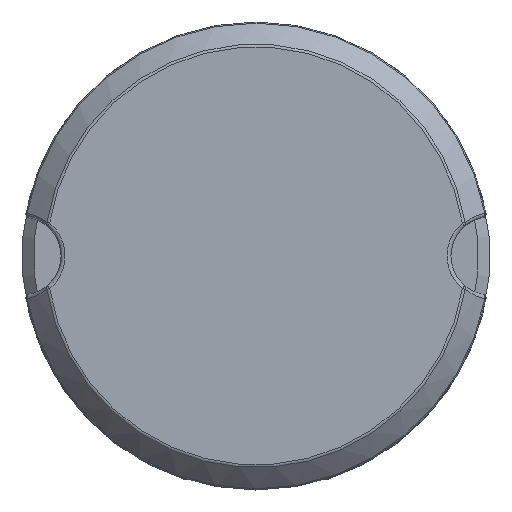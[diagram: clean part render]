
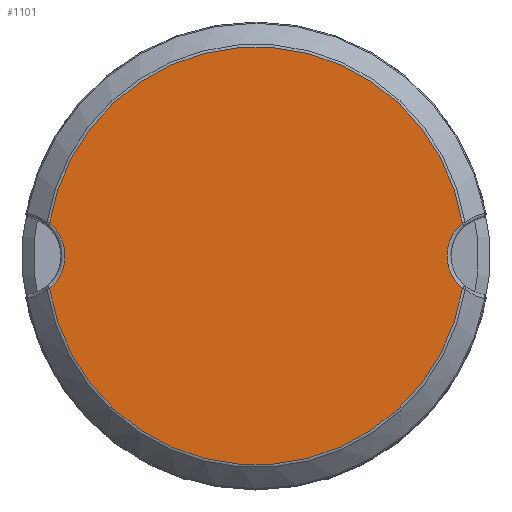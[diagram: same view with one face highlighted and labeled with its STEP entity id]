
A CAD part, top view. The second image highlights one B-rep face of the part: STEP entity #1101.
In plain terms, the highlighted planar face has unit normal (0, 0, 1).
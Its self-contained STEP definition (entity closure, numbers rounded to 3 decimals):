
#110=PLANE('',#1241);
#285=FACE_OUTER_BOUND('',#361,.T.);
#361=EDGE_LOOP('',(#897,#898,#899,#900,#901));
#388=B_SPLINE_CURVE_WITH_KNOTS('',3,(#1729,#1730,#1731,#1732,#1733,#1734,
#1735,#1736,#1737,#1738,#1739,#1740,#1741,#1742,#1743,#1744,#1745,#1746,
#1747,#1748,#1749,#1750,#1751,#1752,#1753,#1754,#1755,#1756),
 .UNSPECIFIED.,.F.,.F.,(4,3,3,3,3,3,3,3,3,4),(0.5,0.578,0.625,
0.671,0.718,0.75,0.83,0.909,
0.985,1.),.UNSPECIFIED.);
#389=B_SPLINE_CURVE_WITH_KNOTS('',3,(#1758,#1759,#1760,#1761,#1762,#1763,
#1764,#1765,#1766,#1767,#1768,#1769,#1770,#1771,#1772,#1773,#1774,#1775,
#1776),.UNSPECIFIED.,.F.,.F.,(4,3,3,3,3,3,4),(0.,0.092,0.186,
0.25,0.332,0.416,0.5),.UNSPECIFIED.);
#396=B_SPLINE_CURVE_WITH_KNOTS('',3,(#2083,#2084,#2085,#2086,#2087,#2088,
#2089,#2090,#2091,#2092,#2093,#2094,#2095,#2096,#2097,#2098,#2099,#2100,
#2101,#2102,#2103,#2104,#2105,#2106,#2107,#2108,#2109,#2110,#2111,#2112,
#2113,#2114,#2115,#2116,#2117,#2118,#2119,#2120,#2121,#2122,#2123,#2124,
#2125,#2126,#2127,#2128),.UNSPECIFIED.,.F.,.F.,(4,3,3,3,3,3,3,3,3,3,3,3,
3,3,3,4),(0.,0.092,0.186,0.25,0.332,
0.416,0.5,0.579,0.625,0.671,0.718,
0.75,0.83,0.909,0.985,1.),
 .UNSPECIFIED.);
#465=CIRCLE('',#1238,1.34);
#466=CIRCLE('',#1240,1.34);
#500=VERTEX_POINT('',#1727);
#501=VERTEX_POINT('',#1728);
#502=VERTEX_POINT('',#1757);
#525=VERTEX_POINT('',#2080);
#526=VERTEX_POINT('',#2082);
#590=EDGE_CURVE('',#500,#501,#388,.T.);
#591=EDGE_CURVE('',#502,#500,#389,.T.);
#632=EDGE_CURVE('',#526,#525,#396,.T.);
#657=EDGE_CURVE('',#526,#501,#465,.T.);
#658=EDGE_CURVE('',#502,#525,#466,.T.);
#897=ORIENTED_EDGE('',*,*,#591,.T.);
#898=ORIENTED_EDGE('',*,*,#590,.T.);
#899=ORIENTED_EDGE('',*,*,#657,.F.);
#900=ORIENTED_EDGE('',*,*,#632,.T.);
#901=ORIENTED_EDGE('',*,*,#658,.F.);
#1101=ADVANCED_FACE('',(#285),#110,.T.);
#1238=AXIS2_PLACEMENT_3D('',#2651,#1528,#1529);
#1240=AXIS2_PLACEMENT_3D('',#2653,#1532,#1533);
#1241=AXIS2_PLACEMENT_3D('',#2654,#1534,#1535);
#1528=DIRECTION('center_axis',(0.,0.,
-1.));
#1529=DIRECTION('ref_axis',(-0.988,-0.157,0.));
#1532=DIRECTION('center_axis',(0.,0.,
-1.));
#1533=DIRECTION('ref_axis',(0.988,0.157,0.));
#1534=DIRECTION('center_axis',(0.,0.,1.));
#1535=DIRECTION('ref_axis',(1.,0.,0.));
#1727=CARTESIAN_POINT('',(-1.225,0.,3.1));
#1728=CARTESIAN_POINT('',(-1.323,-0.21,3.1));
#1729=CARTESIAN_POINT('Ctrl Pts',(-1.225,0.,3.1));
#1730=CARTESIAN_POINT('Ctrl Pts',(-1.225,-0.012,3.1));
#1731=CARTESIAN_POINT('Ctrl Pts',(-1.226,-0.025,
3.1));
#1732=CARTESIAN_POINT('Ctrl Pts',(-1.228,-0.037,
3.1));
#1733=CARTESIAN_POINT('Ctrl Pts',(-1.228,-0.044,
3.1));
#1734=CARTESIAN_POINT('Ctrl Pts',(-1.23,-0.052,
3.1));
#1735=CARTESIAN_POINT('Ctrl Pts',(-1.231,-0.059,
3.1));
#1736=CARTESIAN_POINT('Ctrl Pts',(-1.233,-0.066,
3.1));
#1737=CARTESIAN_POINT('Ctrl Pts',(-1.235,-0.073,
3.1));
#1738=CARTESIAN_POINT('Ctrl Pts',(-1.237,-0.081,
3.1));
#1739=CARTESIAN_POINT('Ctrl Pts',(-1.239,-0.088,3.1));
#1740=CARTESIAN_POINT('Ctrl Pts',(-1.242,-0.095,
3.1));
#1741=CARTESIAN_POINT('Ctrl Pts',(-1.245,-0.102,
3.1));
#1742=CARTESIAN_POINT('Ctrl Pts',(-1.247,-0.107,
3.1));
#1743=CARTESIAN_POINT('Ctrl Pts',(-1.249,-0.112,
3.1));
#1744=CARTESIAN_POINT('Ctrl Pts',(-1.251,-0.116,
3.1));
#1745=CARTESIAN_POINT('Ctrl Pts',(-1.256,-0.127,
3.1));
#1746=CARTESIAN_POINT('Ctrl Pts',(-1.262,-0.138,
3.1));
#1747=CARTESIAN_POINT('Ctrl Pts',(-1.269,-0.149,3.1));
#1748=CARTESIAN_POINT('Ctrl Pts',(-1.276,-0.159,
3.1));
#1749=CARTESIAN_POINT('Ctrl Pts',(-1.283,-0.169,
3.1));
#1750=CARTESIAN_POINT('Ctrl Pts',(-1.291,-0.179,3.1));
#1751=CARTESIAN_POINT('Ctrl Pts',(-1.299,-0.188,
3.1));
#1752=CARTESIAN_POINT('Ctrl Pts',(-1.308,-0.197,
3.1));
#1753=CARTESIAN_POINT('Ctrl Pts',(-1.318,-0.206,
3.1));
#1754=CARTESIAN_POINT('Ctrl Pts',(-1.319,-0.207,
3.1));
#1755=CARTESIAN_POINT('Ctrl Pts',(-1.321,-0.209,
3.1));
#1756=CARTESIAN_POINT('Ctrl Pts',(-1.323,-0.21,
3.1));
#1757=CARTESIAN_POINT('',(-1.323,0.21,3.1));
#1758=CARTESIAN_POINT('Ctrl Pts',(-1.323,0.21,3.1));
#1759=CARTESIAN_POINT('Ctrl Pts',(-1.312,0.201,3.1));
#1760=CARTESIAN_POINT('Ctrl Pts',(-1.301,0.19,3.1));
#1761=CARTESIAN_POINT('Ctrl Pts',(-1.292,0.179,3.1));
#1762=CARTESIAN_POINT('Ctrl Pts',(-1.282,0.168,3.1));
#1763=CARTESIAN_POINT('Ctrl Pts',(-1.273,0.155,3.1));
#1764=CARTESIAN_POINT('Ctrl Pts',(-1.265,0.143,3.1));
#1765=CARTESIAN_POINT('Ctrl Pts',(-1.26,0.134,3.1));
#1766=CARTESIAN_POINT('Ctrl Pts',(-1.255,0.125,3.1));
#1767=CARTESIAN_POINT('Ctrl Pts',(-1.251,0.116,3.1));
#1768=CARTESIAN_POINT('Ctrl Pts',(-1.245,0.104,3.1));
#1769=CARTESIAN_POINT('Ctrl Pts',(-1.241,0.092,
3.1));
#1770=CARTESIAN_POINT('Ctrl Pts',(-1.237,0.08,
3.1));
#1771=CARTESIAN_POINT('Ctrl Pts',(-1.233,0.067,
3.1));
#1772=CARTESIAN_POINT('Ctrl Pts',(-1.23,0.053,3.1));
#1773=CARTESIAN_POINT('Ctrl Pts',(-1.228,0.04,
3.1));
#1774=CARTESIAN_POINT('Ctrl Pts',(-1.226,0.027,
3.1));
#1775=CARTESIAN_POINT('Ctrl Pts',(-1.225,0.013,3.1));
#1776=CARTESIAN_POINT('Ctrl Pts',(-1.225,0.,3.1));
#2080=CARTESIAN_POINT('',(1.323,0.21,3.1));
#2082=CARTESIAN_POINT('',(1.323,-0.21,3.1));
#2083=CARTESIAN_POINT('Ctrl Pts',(1.323,-0.21,3.1));
#2084=CARTESIAN_POINT('Ctrl Pts',(1.312,-0.201,3.1));
#2085=CARTESIAN_POINT('Ctrl Pts',(1.301,-0.19,3.1));
#2086=CARTESIAN_POINT('Ctrl Pts',(1.292,-0.179,3.1));
#2087=CARTESIAN_POINT('Ctrl Pts',(1.282,-0.168,3.1));
#2088=CARTESIAN_POINT('Ctrl Pts',(1.273,-0.155,3.1));
#2089=CARTESIAN_POINT('Ctrl Pts',(1.265,-0.143,3.1));
#2090=CARTESIAN_POINT('Ctrl Pts',(1.26,-0.134,3.1));
#2091=CARTESIAN_POINT('Ctrl Pts',(1.255,-0.125,3.1));
#2092=CARTESIAN_POINT('Ctrl Pts',(1.251,-0.116,3.1));
#2093=CARTESIAN_POINT('Ctrl Pts',(1.245,-0.104,3.1));
#2094=CARTESIAN_POINT('Ctrl Pts',(1.241,-0.092,
3.1));
#2095=CARTESIAN_POINT('Ctrl Pts',(1.237,-0.08,3.1));
#2096=CARTESIAN_POINT('Ctrl Pts',(1.233,-0.067,3.1));
#2097=CARTESIAN_POINT('Ctrl Pts',(1.23,-0.053,
3.1));
#2098=CARTESIAN_POINT('Ctrl Pts',(1.228,-0.04,
3.1));
#2099=CARTESIAN_POINT('Ctrl Pts',(1.226,-0.027,
3.1));
#2100=CARTESIAN_POINT('Ctrl Pts',(1.225,-0.013,
3.1));
#2101=CARTESIAN_POINT('Ctrl Pts',(1.225,0.,
3.1));
#2102=CARTESIAN_POINT('Ctrl Pts',(1.225,0.012,3.1));
#2103=CARTESIAN_POINT('Ctrl Pts',(1.226,0.025,3.1));
#2104=CARTESIAN_POINT('Ctrl Pts',(1.228,0.037,3.1));
#2105=CARTESIAN_POINT('Ctrl Pts',(1.229,0.044,3.1));
#2106=CARTESIAN_POINT('Ctrl Pts',(1.23,0.052,3.1));
#2107=CARTESIAN_POINT('Ctrl Pts',(1.231,0.059,3.1));
#2108=CARTESIAN_POINT('Ctrl Pts',(1.233,0.066,3.1));
#2109=CARTESIAN_POINT('Ctrl Pts',(1.235,0.073,3.1));
#2110=CARTESIAN_POINT('Ctrl Pts',(1.237,0.081,3.1));
#2111=CARTESIAN_POINT('Ctrl Pts',(1.239,0.088,3.1));
#2112=CARTESIAN_POINT('Ctrl Pts',(1.242,0.095,3.1));
#2113=CARTESIAN_POINT('Ctrl Pts',(1.245,0.102,3.1));
#2114=CARTESIAN_POINT('Ctrl Pts',(1.247,0.107,3.1));
#2115=CARTESIAN_POINT('Ctrl Pts',(1.249,0.112,3.1));
#2116=CARTESIAN_POINT('Ctrl Pts',(1.251,0.116,3.1));
#2117=CARTESIAN_POINT('Ctrl Pts',(1.256,0.127,3.1));
#2118=CARTESIAN_POINT('Ctrl Pts',(1.262,0.138,3.1));
#2119=CARTESIAN_POINT('Ctrl Pts',(1.269,0.149,3.1));
#2120=CARTESIAN_POINT('Ctrl Pts',(1.276,0.159,3.1));
#2121=CARTESIAN_POINT('Ctrl Pts',(1.283,0.169,3.1));
#2122=CARTESIAN_POINT('Ctrl Pts',(1.291,0.179,3.1));
#2123=CARTESIAN_POINT('Ctrl Pts',(1.299,0.188,3.1));
#2124=CARTESIAN_POINT('Ctrl Pts',(1.308,0.197,3.1));
#2125=CARTESIAN_POINT('Ctrl Pts',(1.318,0.206,3.1));
#2126=CARTESIAN_POINT('Ctrl Pts',(1.319,0.207,3.1));
#2127=CARTESIAN_POINT('Ctrl Pts',(1.321,0.209,3.1));
#2128=CARTESIAN_POINT('Ctrl Pts',(1.323,0.21,3.1));
#2651=CARTESIAN_POINT('Origin',(0.,0.,
3.1));
#2653=CARTESIAN_POINT('Origin',(0.,0.,
3.1));
#2654=CARTESIAN_POINT('Origin',(0.,0.,3.1));
